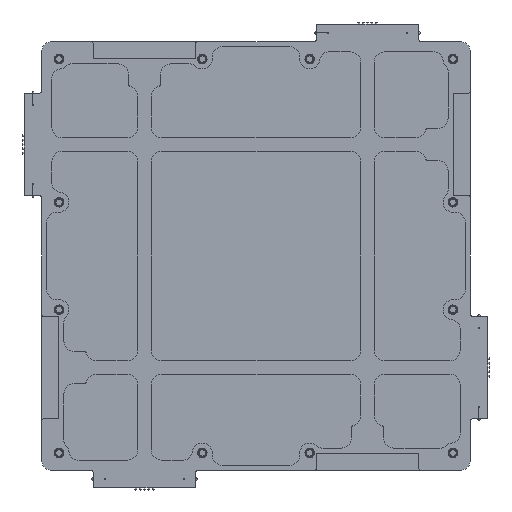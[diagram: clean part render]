
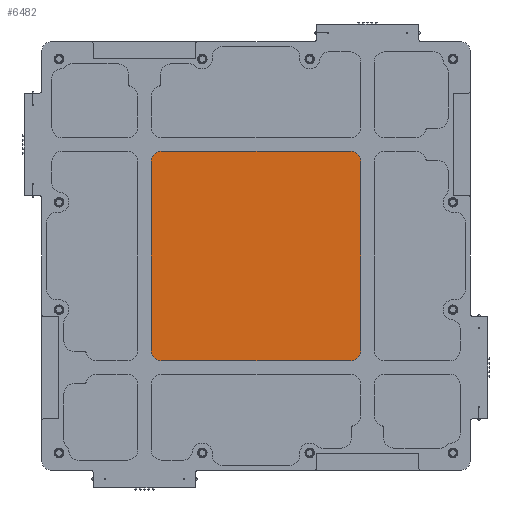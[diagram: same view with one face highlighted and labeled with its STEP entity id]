
A CAD part, front view. The second image highlights one B-rep face of the part: STEP entity #6482.
In plain terms, the highlighted planar face has unit normal (0, -1, 0).
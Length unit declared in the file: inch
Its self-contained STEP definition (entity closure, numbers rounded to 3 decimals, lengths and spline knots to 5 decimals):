
#567 = CARTESIAN_POINT ( 'NONE',  ( -2.16535, 0.05118, -2.40157 ) ) ;
#763 = DIRECTION ( 'NONE',  ( 0., -1., 0. ) ) ;
#1459 = EDGE_CURVE ( 'NONE', #4465, #47027, #31567, .T. ) ;
#3112 = DIRECTION ( 'NONE',  ( 0., 0., 1. ) ) ;
#3414 = PLANE ( 'NONE',  #46192 ) ;
#4465 = VERTEX_POINT ( 'NONE', #38938 ) ;
#4555 = CARTESIAN_POINT ( 'NONE',  ( -2.16535, 0.05118, 2.16535 ) ) ;
#4830 = CARTESIAN_POINT ( 'NONE',  ( 2.16535, 0.05118, -2.16535 ) ) ;
#4966 = EDGE_CURVE ( 'NONE', #4465, #11703, #12878, .T. ) ;
#6208 = EDGE_LOOP ( 'NONE', ( #36478, #47542, #34410, #38209, #17538, #31157, #43717, #44681 ) ) ;
#6482 = ADVANCED_FACE ( 'NONE', ( #36385 ), #3414, .T. ) ;
#8194 = DIRECTION ( 'NONE',  ( 0., 0., -1. ) ) ;
#9143 = DIRECTION ( 'NONE',  ( 0., 0., -1. ) ) ;
#11703 = VERTEX_POINT ( 'NONE', #42330 ) ;
#11795 = DIRECTION ( 'NONE',  ( 0., 0., -1. ) ) ;
#12878 = CIRCLE ( 'NONE', #35997, 0.23622 ) ;
#13371 = CIRCLE ( 'NONE', #34906, 0.23622 ) ;
#14654 = EDGE_CURVE ( 'NONE', #33968, #33391, #29822, .T. ) ;
#16345 = CARTESIAN_POINT ( 'NONE',  ( 2.16535, 0.05118, 2.16535 ) ) ;
#16735 = EDGE_CURVE ( 'NONE', #24952, #47027, #13371, .T. ) ;
#17535 = CARTESIAN_POINT ( 'NONE',  ( -2.40157, 0.05118, -2.16535 ) ) ;
#17538 = ORIENTED_EDGE ( 'NONE', *, *, #21957, .F. ) ;
#18007 = EDGE_CURVE ( 'NONE', #29011, #11703, #22951, .T. ) ;
#18591 = CARTESIAN_POINT ( 'NONE',  ( -2.40157, 0.05118, 2.40157 ) ) ;
#19021 = CARTESIAN_POINT ( 'NONE',  ( 4.72441, 0.05118, -0.01181 ) ) ;
#19674 = DIRECTION ( 'NONE',  ( 0., -1., 0. ) ) ;
#20390 = VECTOR ( 'NONE', #37401, 39.37008 ) ;
#20848 = VERTEX_POINT ( 'NONE', #567 ) ;
#21077 = AXIS2_PLACEMENT_3D ( 'NONE', #4555, #19674, #41844 ) ;
#21957 = EDGE_CURVE ( 'NONE', #24952, #20848, #44148, .T. ) ;
#22356 = CARTESIAN_POINT ( 'NONE',  ( 2.40157, 0.05118, -2.16535 ) ) ;
#22951 = LINE ( 'NONE', #18591, #20390 ) ;
#23429 = VECTOR ( 'NONE', #45326, 39.37008 ) ;
#24920 = CIRCLE ( 'NONE', #21077, 0.23622 ) ;
#24952 = VERTEX_POINT ( 'NONE', #30934 ) ;
#25012 = VECTOR ( 'NONE', #35973, 39.37008 ) ;
#25189 = CARTESIAN_POINT ( 'NONE',  ( -2.40157, 0.05118, 2.16535 ) ) ;
#25656 = EDGE_CURVE ( 'NONE', #29011, #33391, #24920, .T. ) ;
#27437 = CIRCLE ( 'NONE', #36665, 0.23622 ) ;
#28712 = VECTOR ( 'NONE', #3112, 39.37008 ) ;
#29011 = VERTEX_POINT ( 'NONE', #41324 ) ;
#29211 = CARTESIAN_POINT ( 'NONE',  ( -2.40157, 0.05118, -2.40157 ) ) ;
#29822 = LINE ( 'NONE', #44274, #28712 ) ;
#30934 = CARTESIAN_POINT ( 'NONE',  ( 2.16535, 0.05118, -2.40157 ) ) ;
#31157 = ORIENTED_EDGE ( 'NONE', *, *, #16735, .T. ) ;
#31567 = LINE ( 'NONE', #42639, #23429 ) ;
#33391 = VERTEX_POINT ( 'NONE', #25189 ) ;
#33968 = VERTEX_POINT ( 'NONE', #17535 ) ;
#34410 = ORIENTED_EDGE ( 'NONE', *, *, #14654, .F. ) ;
#34802 = DIRECTION ( 'NONE',  ( 0., -1., 0. ) ) ;
#34906 = AXIS2_PLACEMENT_3D ( 'NONE', #4830, #763, #8194 ) ;
#35973 = DIRECTION ( 'NONE',  ( -1., 0., 0. ) ) ;
#35997 = AXIS2_PLACEMENT_3D ( 'NONE', #16345, #42378, #9143 ) ;
#36385 = FACE_OUTER_BOUND ( 'NONE', #6208, .T. ) ;
#36478 = ORIENTED_EDGE ( 'NONE', *, *, #18007, .F. ) ;
#36665 = AXIS2_PLACEMENT_3D ( 'NONE', #41567, #34802, #42281 ) ;
#37340 = DIRECTION ( 'NONE',  ( 0., -1., 0. ) ) ;
#37401 = DIRECTION ( 'NONE',  ( 1., 0., 0. ) ) ;
#38209 = ORIENTED_EDGE ( 'NONE', *, *, #46296, .T. ) ;
#38938 = CARTESIAN_POINT ( 'NONE',  ( 2.40157, 0.05118, 2.16535 ) ) ;
#41324 = CARTESIAN_POINT ( 'NONE',  ( -2.16535, 0.05118, 2.40157 ) ) ;
#41567 = CARTESIAN_POINT ( 'NONE',  ( -2.16535, 0.05118, -2.16535 ) ) ;
#41844 = DIRECTION ( 'NONE',  ( 0., 0., -1. ) ) ;
#42281 = DIRECTION ( 'NONE',  ( 0., 0., -1. ) ) ;
#42330 = CARTESIAN_POINT ( 'NONE',  ( 2.16535, 0.05118, 2.40157 ) ) ;
#42378 = DIRECTION ( 'NONE',  ( 0., -1., 0. ) ) ;
#42639 = CARTESIAN_POINT ( 'NONE',  ( 2.40157, 0.05118, 2.40157 ) ) ;
#43717 = ORIENTED_EDGE ( 'NONE', *, *, #1459, .F. ) ;
#44148 = LINE ( 'NONE', #29211, #25012 ) ;
#44274 = CARTESIAN_POINT ( 'NONE',  ( -2.40157, 0.05118, 2.40157 ) ) ;
#44681 = ORIENTED_EDGE ( 'NONE', *, *, #4966, .T. ) ;
#45326 = DIRECTION ( 'NONE',  ( 0., 0., -1. ) ) ;
#46192 = AXIS2_PLACEMENT_3D ( 'NONE', #19021, #37340, #11795 ) ;
#46296 = EDGE_CURVE ( 'NONE', #33968, #20848, #27437, .T. ) ;
#47027 = VERTEX_POINT ( 'NONE', #22356 ) ;
#47542 = ORIENTED_EDGE ( 'NONE', *, *, #25656, .T. ) ;
